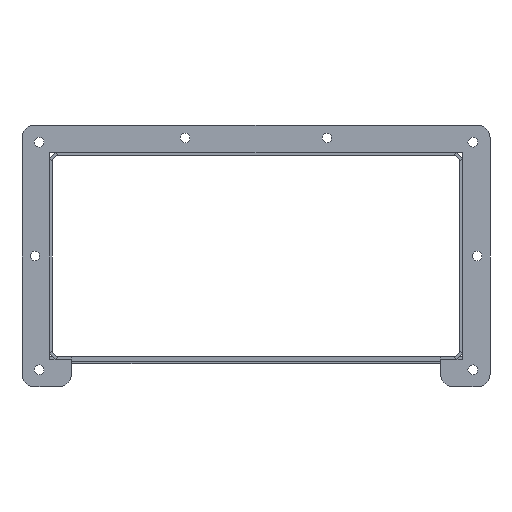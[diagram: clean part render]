
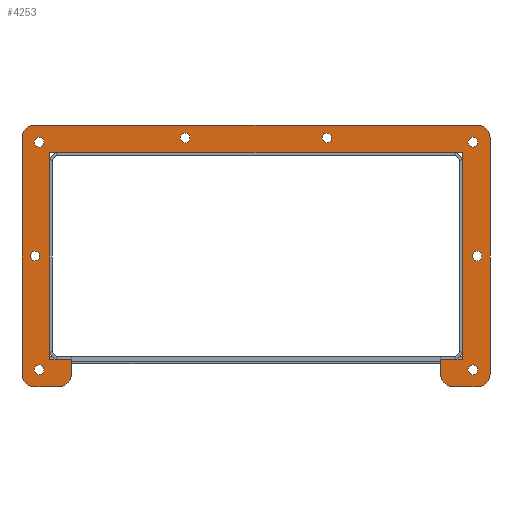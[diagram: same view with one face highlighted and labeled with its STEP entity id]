
A CAD part, front view. The second image highlights one B-rep face of the part: STEP entity #4253.
In plain terms, the highlighted face is planar.
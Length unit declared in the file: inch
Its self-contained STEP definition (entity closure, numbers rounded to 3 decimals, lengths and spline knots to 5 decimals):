
#208=FACE_BOUND('',#766,.T.);
#209=FACE_BOUND('',#767,.T.);
#210=FACE_BOUND('',#768,.T.);
#211=FACE_BOUND('',#769,.T.);
#212=FACE_BOUND('',#770,.T.);
#213=FACE_BOUND('',#771,.T.);
#214=FACE_BOUND('',#772,.T.);
#215=FACE_BOUND('',#773,.T.);
#216=FACE_BOUND('',#774,.T.);
#356=PLANE('',#4563);
#766=EDGE_LOOP('',(#3118));
#767=EDGE_LOOP('',(#3119));
#768=EDGE_LOOP('',(#3120));
#769=EDGE_LOOP('',(#3121));
#770=EDGE_LOOP('',(#3122));
#771=EDGE_LOOP('',(#3123));
#772=EDGE_LOOP('',(#3124));
#773=EDGE_LOOP('',(#3125));
#774=EDGE_LOOP('',(#3126,#3127,#3128,#3129,#3130,#3131,#3132,#3133,#3134,
#3135,#3136,#3137,#3138,#3139,#3140,#3141,#3142,#3143));
#1027=CIRCLE('',#4511,0.14063);
#1029=CIRCLE('',#4514,0.14063);
#1031=CIRCLE('',#4517,0.14063);
#1033=CIRCLE('',#4520,0.14063);
#1034=CIRCLE('',#4522,0.14063);
#1036=CIRCLE('',#4525,0.14063);
#1038=CIRCLE('',#4528,0.14063);
#1040=CIRCLE('',#4531,0.14063);
#1042=CIRCLE('',#4537,0.375);
#1044=CIRCLE('',#4541,0.375);
#1046=CIRCLE('',#4545,0.375);
#1048=CIRCLE('',#4549,0.375);
#1050=CIRCLE('',#4553,0.375);
#1052=CIRCLE('',#4557,0.375);
#1234=LINE('',#6438,#1622);
#1238=LINE('',#6446,#1626);
#1241=LINE('',#6452,#1629);
#1245=LINE('',#6464,#1633);
#1249=LINE('',#6476,#1637);
#1253=LINE('',#6488,#1641);
#1257=LINE('',#6500,#1645);
#1261=LINE('',#6512,#1649);
#1265=LINE('',#6524,#1653);
#1268=LINE('',#6530,#1656);
#1271=LINE('',#6536,#1659);
#1274=LINE('',#6541,#1662);
#1622=VECTOR('',#5141,6.);
#1626=VECTOR('',#5147,0.625);
#1629=VECTOR('',#5152,0.4375);
#1633=VECTOR('',#5164,0.6875);
#1637=VECTOR('',#5176,6.875);
#1641=VECTOR('',#5188,12.875);
#1645=VECTOR('',#5200,6.875);
#1649=VECTOR('',#5212,0.6875);
#1653=VECTOR('',#5224,0.4375);
#1656=VECTOR('',#5229,0.625);
#1659=VECTOR('',#5234,6.);
#1662=VECTOR('',#5239,12.);
#1991=VERTEX_POINT('',#6398);
#1993=VERTEX_POINT('',#6403);
#1995=VERTEX_POINT('',#6408);
#1997=VERTEX_POINT('',#6413);
#1998=VERTEX_POINT('',#6416);
#2000=VERTEX_POINT('',#6421);
#2002=VERTEX_POINT('',#6426);
#2004=VERTEX_POINT('',#6431);
#2006=VERTEX_POINT('',#6436);
#2007=VERTEX_POINT('',#6437);
#2010=VERTEX_POINT('',#6445);
#2012=VERTEX_POINT('',#6451);
#2014=VERTEX_POINT('',#6457);
#2016=VERTEX_POINT('',#6463);
#2018=VERTEX_POINT('',#6469);
#2020=VERTEX_POINT('',#6475);
#2022=VERTEX_POINT('',#6481);
#2024=VERTEX_POINT('',#6487);
#2026=VERTEX_POINT('',#6493);
#2028=VERTEX_POINT('',#6499);
#2030=VERTEX_POINT('',#6505);
#2032=VERTEX_POINT('',#6511);
#2034=VERTEX_POINT('',#6517);
#2036=VERTEX_POINT('',#6523);
#2038=VERTEX_POINT('',#6529);
#2040=VERTEX_POINT('',#6535);
#2399=EDGE_CURVE('',#1991,#1991,#1027,.T.);
#2401=EDGE_CURVE('',#1993,#1993,#1029,.T.);
#2403=EDGE_CURVE('',#1995,#1995,#1031,.T.);
#2405=EDGE_CURVE('',#1997,#1997,#1033,.T.);
#2406=EDGE_CURVE('',#1998,#1998,#1034,.T.);
#2408=EDGE_CURVE('',#2000,#2000,#1036,.T.);
#2410=EDGE_CURVE('',#2002,#2002,#1038,.T.);
#2412=EDGE_CURVE('',#2004,#2004,#1040,.T.);
#2414=EDGE_CURVE('',#2006,#2007,#1234,.T.);
#2418=EDGE_CURVE('',#2007,#2010,#1238,.T.);
#2421=EDGE_CURVE('',#2010,#2012,#1241,.T.);
#2424=EDGE_CURVE('',#2012,#2014,#1042,.T.);
#2427=EDGE_CURVE('',#2014,#2016,#1245,.T.);
#2430=EDGE_CURVE('',#2016,#2018,#1044,.T.);
#2433=EDGE_CURVE('',#2018,#2020,#1249,.T.);
#2436=EDGE_CURVE('',#2020,#2022,#1046,.T.);
#2439=EDGE_CURVE('',#2022,#2024,#1253,.T.);
#2442=EDGE_CURVE('',#2024,#2026,#1048,.T.);
#2445=EDGE_CURVE('',#2026,#2028,#1257,.T.);
#2448=EDGE_CURVE('',#2028,#2030,#1050,.T.);
#2451=EDGE_CURVE('',#2030,#2032,#1261,.T.);
#2454=EDGE_CURVE('',#2032,#2034,#1052,.T.);
#2457=EDGE_CURVE('',#2034,#2036,#1265,.T.);
#2460=EDGE_CURVE('',#2036,#2038,#1268,.T.);
#2463=EDGE_CURVE('',#2038,#2040,#1271,.T.);
#2466=EDGE_CURVE('',#2040,#2006,#1274,.T.);
#3118=ORIENTED_EDGE('',*,*,#2399,.T.);
#3119=ORIENTED_EDGE('',*,*,#2401,.T.);
#3120=ORIENTED_EDGE('',*,*,#2403,.T.);
#3121=ORIENTED_EDGE('',*,*,#2405,.T.);
#3122=ORIENTED_EDGE('',*,*,#2406,.T.);
#3123=ORIENTED_EDGE('',*,*,#2408,.T.);
#3124=ORIENTED_EDGE('',*,*,#2410,.T.);
#3125=ORIENTED_EDGE('',*,*,#2412,.T.);
#3126=ORIENTED_EDGE('',*,*,#2414,.F.);
#3127=ORIENTED_EDGE('',*,*,#2466,.F.);
#3128=ORIENTED_EDGE('',*,*,#2463,.F.);
#3129=ORIENTED_EDGE('',*,*,#2460,.F.);
#3130=ORIENTED_EDGE('',*,*,#2457,.F.);
#3131=ORIENTED_EDGE('',*,*,#2454,.F.);
#3132=ORIENTED_EDGE('',*,*,#2451,.F.);
#3133=ORIENTED_EDGE('',*,*,#2448,.F.);
#3134=ORIENTED_EDGE('',*,*,#2445,.F.);
#3135=ORIENTED_EDGE('',*,*,#2442,.F.);
#3136=ORIENTED_EDGE('',*,*,#2439,.F.);
#3137=ORIENTED_EDGE('',*,*,#2436,.F.);
#3138=ORIENTED_EDGE('',*,*,#2433,.F.);
#3139=ORIENTED_EDGE('',*,*,#2430,.F.);
#3140=ORIENTED_EDGE('',*,*,#2427,.F.);
#3141=ORIENTED_EDGE('',*,*,#2424,.F.);
#3142=ORIENTED_EDGE('',*,*,#2421,.F.);
#3143=ORIENTED_EDGE('',*,*,#2418,.F.);
#4253=ADVANCED_FACE('',(#208,#209,#210,#211,#212,#213,#214,#215,#216),#356,
 .T.);
#4511=AXIS2_PLACEMENT_3D('',#6399,#5095,#5096);
#4514=AXIS2_PLACEMENT_3D('',#6404,#5101,#5102);
#4517=AXIS2_PLACEMENT_3D('',#6409,#5107,#5108);
#4520=AXIS2_PLACEMENT_3D('',#6414,#5113,#5114);
#4522=AXIS2_PLACEMENT_3D('',#6417,#5117,#5118);
#4525=AXIS2_PLACEMENT_3D('',#6422,#5123,#5124);
#4528=AXIS2_PLACEMENT_3D('',#6427,#5129,#5130);
#4531=AXIS2_PLACEMENT_3D('',#6432,#5135,#5136);
#4537=AXIS2_PLACEMENT_3D('',#6458,#5157,#5158);
#4541=AXIS2_PLACEMENT_3D('',#6470,#5169,#5170);
#4545=AXIS2_PLACEMENT_3D('',#6482,#5181,#5182);
#4549=AXIS2_PLACEMENT_3D('',#6494,#5193,#5194);
#4553=AXIS2_PLACEMENT_3D('',#6506,#5205,#5206);
#4557=AXIS2_PLACEMENT_3D('',#6518,#5217,#5218);
#4563=AXIS2_PLACEMENT_3D('',#6543,#5241,#5242);
#5095=DIRECTION('center_axis',(0.,0.,-1.));
#5096=DIRECTION('ref_axis',(-1.,0.,0.));
#5101=DIRECTION('center_axis',(0.,0.,-1.));
#5102=DIRECTION('ref_axis',(-1.,0.,0.));
#5107=DIRECTION('center_axis',(0.,0.,-1.));
#5108=DIRECTION('ref_axis',(-1.,0.,0.));
#5113=DIRECTION('center_axis',(0.,0.,-1.));
#5114=DIRECTION('ref_axis',(-1.,0.,0.));
#5117=DIRECTION('center_axis',(0.,0.,-1.));
#5118=DIRECTION('ref_axis',(-1.,0.,0.));
#5123=DIRECTION('center_axis',(0.,0.,-1.));
#5124=DIRECTION('ref_axis',(-1.,0.,0.));
#5129=DIRECTION('center_axis',(0.,0.,-1.));
#5130=DIRECTION('ref_axis',(-1.,0.,0.));
#5135=DIRECTION('center_axis',(0.,0.,-1.));
#5136=DIRECTION('ref_axis',(-1.,0.,0.));
#5141=DIRECTION('',(0.,1.,0.));
#5147=DIRECTION('',(-1.,0.,0.));
#5152=DIRECTION('',(0.,1.,0.));
#5157=DIRECTION('center_axis',(0.,0.,-1.));
#5158=DIRECTION('ref_axis',(0.,-1.,0.));
#5164=DIRECTION('',(1.,0.,0.));
#5169=DIRECTION('center_axis',(0.,0.,-1.));
#5170=DIRECTION('ref_axis',(-1.,0.,0.));
#5176=DIRECTION('',(0.,-1.,0.));
#5181=DIRECTION('center_axis',(0.,0.,-1.));
#5182=DIRECTION('ref_axis',(0.,1.,0.));
#5188=DIRECTION('',(-1.,0.,0.));
#5193=DIRECTION('center_axis',(0.,0.,-1.));
#5194=DIRECTION('ref_axis',(1.,0.,0.));
#5200=DIRECTION('',(0.,1.,0.));
#5205=DIRECTION('center_axis',(0.,0.,-1.));
#5206=DIRECTION('ref_axis',(0.,-1.,0.));
#5212=DIRECTION('',(1.,0.,0.));
#5217=DIRECTION('center_axis',(0.,0.,-1.));
#5218=DIRECTION('ref_axis',(-1.,0.,0.));
#5224=DIRECTION('',(0.,-1.,0.));
#5229=DIRECTION('',(-1.,0.,0.));
#5234=DIRECTION('',(0.,-1.,0.));
#5239=DIRECTION('',(1.,0.,0.));
#5241=DIRECTION('center_axis',(0.,0.,1.));
#5242=DIRECTION('ref_axis',(1.,0.,0.));
#6398=CARTESIAN_POINT('',(-1.92188,-3.4375,0.125));
#6399=CARTESIAN_POINT('Origin',(-2.0625,-3.4375,0.125));
#6403=CARTESIAN_POINT('',(-6.29688,0.,0.125));
#6404=CARTESIAN_POINT('Origin',(-6.4375,0.,0.125));
#6408=CARTESIAN_POINT('',(6.57813,0.,0.125));
#6409=CARTESIAN_POINT('Origin',(6.4375,0.,0.125));
#6413=CARTESIAN_POINT('',(2.20313,-3.4375,0.125));
#6414=CARTESIAN_POINT('Origin',(2.0625,-3.4375,0.125));
#6416=CARTESIAN_POINT('',(-6.17188,3.3125,0.125));
#6417=CARTESIAN_POINT('Origin',(-6.3125,3.3125,0.125));
#6421=CARTESIAN_POINT('',(-6.17188,-3.3125,0.125));
#6422=CARTESIAN_POINT('Origin',(-6.3125,-3.3125,0.125));
#6426=CARTESIAN_POINT('',(6.45313,-3.3125,0.125));
#6427=CARTESIAN_POINT('Origin',(6.3125,-3.3125,0.125));
#6431=CARTESIAN_POINT('',(6.45313,3.3125,0.125));
#6432=CARTESIAN_POINT('Origin',(6.3125,3.3125,0.125));
#6436=CARTESIAN_POINT('',(6.,-3.,0.125));
#6437=CARTESIAN_POINT('',(6.,3.,0.125));
#6438=CARTESIAN_POINT('',(6.,-3.,0.125));
#6445=CARTESIAN_POINT('',(5.375,3.,0.125));
#6446=CARTESIAN_POINT('',(6.,3.,0.125));
#6451=CARTESIAN_POINT('',(5.375,3.4375,0.125));
#6452=CARTESIAN_POINT('',(5.375,3.,0.125));
#6457=CARTESIAN_POINT('',(5.75,3.8125,0.125));
#6458=CARTESIAN_POINT('Origin',(5.75,3.4375,0.125));
#6463=CARTESIAN_POINT('',(6.4375,3.8125,0.125));
#6464=CARTESIAN_POINT('',(5.75,3.8125,0.125));
#6469=CARTESIAN_POINT('',(6.8125,3.4375,0.125));
#6470=CARTESIAN_POINT('Origin',(6.4375,3.4375,0.125));
#6475=CARTESIAN_POINT('',(6.8125,-3.4375,0.125));
#6476=CARTESIAN_POINT('',(6.8125,3.4375,0.125));
#6481=CARTESIAN_POINT('',(6.4375,-3.8125,0.125));
#6482=CARTESIAN_POINT('Origin',(6.4375,-3.4375,0.125));
#6487=CARTESIAN_POINT('',(-6.4375,-3.8125,0.125));
#6488=CARTESIAN_POINT('',(6.4375,-3.8125,0.125));
#6493=CARTESIAN_POINT('',(-6.8125,-3.4375,0.125));
#6494=CARTESIAN_POINT('Origin',(-6.4375,-3.4375,0.125));
#6499=CARTESIAN_POINT('',(-6.8125,3.4375,0.125));
#6500=CARTESIAN_POINT('',(-6.8125,-3.4375,0.125));
#6505=CARTESIAN_POINT('',(-6.4375,3.8125,0.125));
#6506=CARTESIAN_POINT('Origin',(-6.4375,3.4375,0.125));
#6511=CARTESIAN_POINT('',(-5.75,3.8125,0.125));
#6512=CARTESIAN_POINT('',(-6.4375,3.8125,0.125));
#6517=CARTESIAN_POINT('',(-5.375,3.4375,0.125));
#6518=CARTESIAN_POINT('Origin',(-5.75,3.4375,0.125));
#6523=CARTESIAN_POINT('',(-5.375,3.,0.125));
#6524=CARTESIAN_POINT('',(-5.375,3.4375,0.125));
#6529=CARTESIAN_POINT('',(-6.,3.,0.125));
#6530=CARTESIAN_POINT('',(-5.375,3.,0.125));
#6535=CARTESIAN_POINT('',(-6.,-3.,0.125));
#6536=CARTESIAN_POINT('',(-6.,3.,0.125));
#6541=CARTESIAN_POINT('',(-6.,-3.,0.125));
#6543=CARTESIAN_POINT('Origin',(0.,-1.19586,
0.125));
